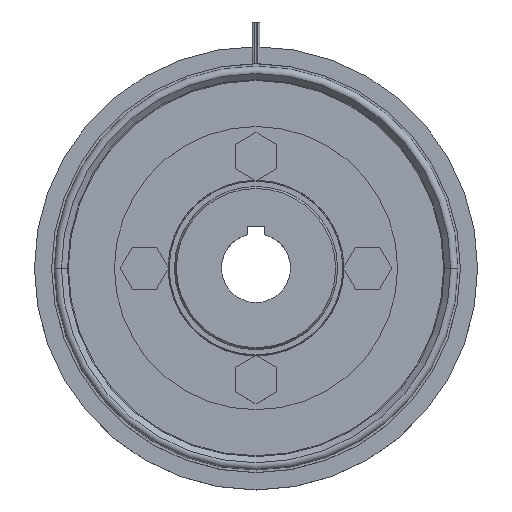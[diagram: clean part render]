
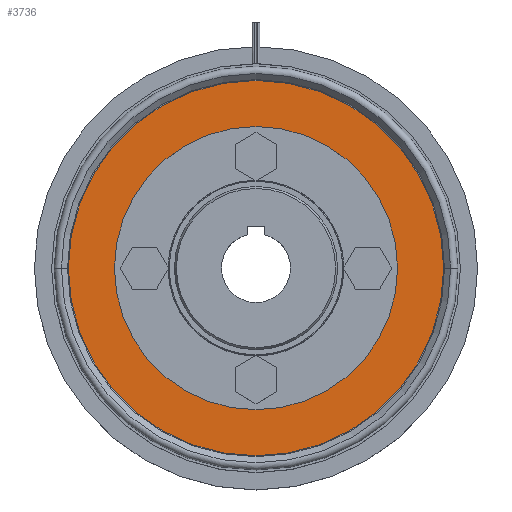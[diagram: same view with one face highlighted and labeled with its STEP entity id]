
A CAD part, top view. The second image highlights one B-rep face of the part: STEP entity #3736.
In plain terms, the highlighted planar face has unit normal (0, 0, 1).
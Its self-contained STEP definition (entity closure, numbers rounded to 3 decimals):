
#125 = AXIS2_PLACEMENT_3D ( 'NONE', #3307, #1227, #4299 ) ;
#183 = VERTEX_POINT ( 'NONE', #3254 ) ;
#265 = AXIS2_PLACEMENT_3D ( 'NONE', #3299, #2561, #2197 ) ;
#285 = EDGE_CURVE ( 'NONE', #183, #2476, #3626, .T. ) ;
#480 = PLANE ( 'NONE',  #125 ) ;
#573 = DIRECTION ( 'NONE',  ( -1., 0., 0. ) ) ;
#914 = DIRECTION ( 'NONE',  ( 0., 0., -1. ) ) ;
#976 = EDGE_LOOP ( 'NONE', ( #3574, #2658 ) ) ;
#1114 = EDGE_LOOP ( 'NONE', ( #1312, #3666 ) ) ;
#1227 = DIRECTION ( 'NONE',  ( 0., 0., -1. ) ) ;
#1301 = DIRECTION ( 'NONE',  ( -1., 0., 0. ) ) ;
#1312 = ORIENTED_EDGE ( 'NONE', *, *, #2787, .F. ) ;
#1504 = CARTESIAN_POINT ( 'NONE',  ( 76.21, 0., 64.251 ) ) ;
#1567 = EDGE_CURVE ( 'NONE', #2476, #183, #2206, .T. ) ;
#1910 = DIRECTION ( 'NONE',  ( 0., 0., -1. ) ) ;
#2060 = CARTESIAN_POINT ( 'NONE',  ( 0., 0., 64.251 ) ) ;
#2127 = CARTESIAN_POINT ( 'NONE',  ( -76.21, 0., 64.251 ) ) ;
#2197 = DIRECTION ( 'NONE',  ( -1., 0., 0. ) ) ;
#2206 = CIRCLE ( 'NONE', #265, 57.5 ) ;
#2418 = DIRECTION ( 'NONE',  ( 0., 0., -1. ) ) ;
#2476 = VERTEX_POINT ( 'NONE', #3853 ) ;
#2561 = DIRECTION ( 'NONE',  ( 0., 0., -1. ) ) ;
#2658 = ORIENTED_EDGE ( 'NONE', *, *, #285, .T. ) ;
#2787 = EDGE_CURVE ( 'NONE', #3054, #3589, #3335, .T. ) ;
#3054 = VERTEX_POINT ( 'NONE', #2127 ) ;
#3254 = CARTESIAN_POINT ( 'NONE',  ( 57.5, 0., 64.251 ) ) ;
#3299 = CARTESIAN_POINT ( 'NONE',  ( 0., 0., 64.251 ) ) ;
#3307 = CARTESIAN_POINT ( 'NONE',  ( 0., 0., 64.251 ) ) ;
#3335 = CIRCLE ( 'NONE', #4024, 76.21 ) ;
#3494 = FACE_OUTER_BOUND ( 'NONE', #1114, .T. ) ;
#3574 = ORIENTED_EDGE ( 'NONE', *, *, #1567, .T. ) ;
#3589 = VERTEX_POINT ( 'NONE', #1504 ) ;
#3626 = CIRCLE ( 'NONE', #4476, 57.5 ) ;
#3666 = ORIENTED_EDGE ( 'NONE', *, *, #3790, .F. ) ;
#3670 = CIRCLE ( 'NONE', #4358, 76.21 ) ;
#3674 = FACE_BOUND ( 'NONE', #976, .T. ) ;
#3717 = CARTESIAN_POINT ( 'NONE',  ( 0., 0., 64.251 ) ) ;
#3736 = ADVANCED_FACE ( 'NONE', ( #3494, #3674 ), #480, .F. ) ;
#3745 = CARTESIAN_POINT ( 'NONE',  ( 0., 0., 64.251 ) ) ;
#3790 = EDGE_CURVE ( 'NONE', #3589, #3054, #3670, .T. ) ;
#3827 = DIRECTION ( 'NONE',  ( -1., 0., 0. ) ) ;
#3853 = CARTESIAN_POINT ( 'NONE',  ( -57.5, 0., 64.251 ) ) ;
#4024 = AXIS2_PLACEMENT_3D ( 'NONE', #2060, #2418, #3827 ) ;
#4299 = DIRECTION ( 'NONE',  ( -1., 0., 0. ) ) ;
#4358 = AXIS2_PLACEMENT_3D ( 'NONE', #3745, #1910, #573 ) ;
#4476 = AXIS2_PLACEMENT_3D ( 'NONE', #3717, #914, #1301 ) ;
